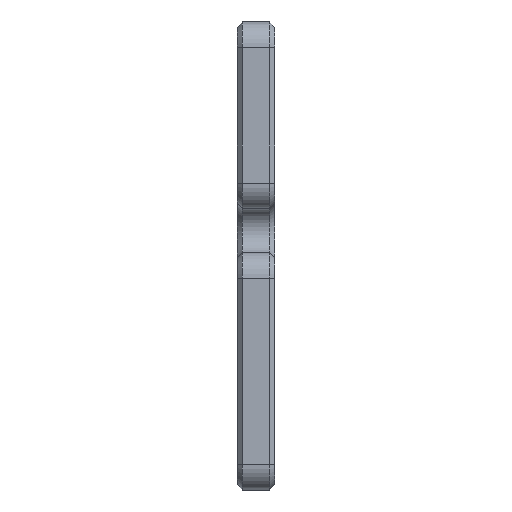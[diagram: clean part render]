
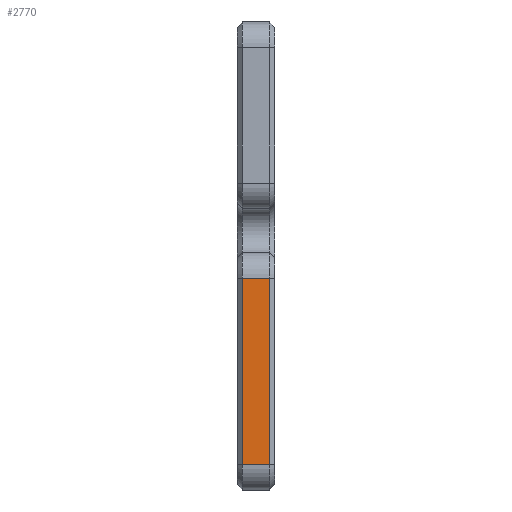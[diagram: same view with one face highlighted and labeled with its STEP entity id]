
A CAD part, left-side view. The second image highlights one B-rep face of the part: STEP entity #2770.
In plain terms, the highlighted planar face has unit normal (-1, 0, 0).
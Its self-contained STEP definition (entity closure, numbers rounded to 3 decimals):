
#420 = CARTESIAN_POINT ( 'NONE',  ( -61., 0.4, -1.75 ) ) ;
#482 = DIRECTION ( 'NONE',  ( 0., 1., 0. ) ) ;
#672 = DIRECTION ( 'NONE',  ( 0., 1., 0. ) ) ;
#774 = CARTESIAN_POINT ( 'NONE',  ( -61., 3., -16.5 ) ) ;
#776 = LINE ( 'NONE', #2121, #3842 ) ;
#838 = ORIENTED_EDGE ( 'NONE', *, *, #3943, .T. ) ;
#903 = EDGE_CURVE ( 'NONE', #968, #3133, #2014, .T. ) ;
#956 = VERTEX_POINT ( 'NONE', #420 ) ;
#968 = VERTEX_POINT ( 'NONE', #1751 ) ;
#1020 = ORIENTED_EDGE ( 'NONE', *, *, #2248, .T. ) ;
#1061 = DIRECTION ( 'NONE',  ( 0., -1., 0. ) ) ;
#1080 = DIRECTION ( 'NONE',  ( 1., 0., 0. ) ) ;
#1310 = VECTOR ( 'NONE', #482, 1000. ) ;
#1313 = CARTESIAN_POINT ( 'NONE',  ( -61., 3., -18.5 ) ) ;
#1343 = CARTESIAN_POINT ( 'NONE',  ( -61., 0.4, -16.5 ) ) ;
#1452 = ORIENTED_EDGE ( 'NONE', *, *, #3351, .T. ) ;
#1505 = LINE ( 'NONE', #1841, #1310 ) ;
#1751 = CARTESIAN_POINT ( 'NONE',  ( -61., 2.6, -16.5 ) ) ;
#1814 = LINE ( 'NONE', #3465, #2284 ) ;
#1841 = CARTESIAN_POINT ( 'NONE',  ( -61., 3., -1.75 ) ) ;
#2014 = LINE ( 'NONE', #774, #2832 ) ;
#2027 = FACE_OUTER_BOUND ( 'NONE', #2830, .T. ) ;
#2077 = DIRECTION ( 'NONE',  ( 0., 0., -1. ) ) ;
#2121 = CARTESIAN_POINT ( 'NONE',  ( -61., 2.6, -16.5 ) ) ;
#2248 = EDGE_CURVE ( 'NONE', #3133, #956, #1814, .T. ) ;
#2284 = VECTOR ( 'NONE', #3030, 1000. ) ;
#2424 = AXIS2_PLACEMENT_3D ( 'NONE', #1313, #1080, #672 ) ;
#2770 = ADVANCED_FACE ( 'NONE', ( #2027 ), #2925, .F. ) ;
#2830 = EDGE_LOOP ( 'NONE', ( #3552, #1020, #838, #1452 ) ) ;
#2832 = VECTOR ( 'NONE', #1061, 1000. ) ;
#2925 = PLANE ( 'NONE',  #2424 ) ;
#3030 = DIRECTION ( 'NONE',  ( 0., 0., 1. ) ) ;
#3133 = VERTEX_POINT ( 'NONE', #1343 ) ;
#3351 = EDGE_CURVE ( 'NONE', #3708, #968, #776, .T. ) ;
#3465 = CARTESIAN_POINT ( 'NONE',  ( -61., 0.4, -18.5 ) ) ;
#3552 = ORIENTED_EDGE ( 'NONE', *, *, #903, .T. ) ;
#3708 = VERTEX_POINT ( 'NONE', #4164 ) ;
#3842 = VECTOR ( 'NONE', #2077, 1000. ) ;
#3943 = EDGE_CURVE ( 'NONE', #956, #3708, #1505, .T. ) ;
#4164 = CARTESIAN_POINT ( 'NONE',  ( -61., 2.6, -1.75 ) ) ;
